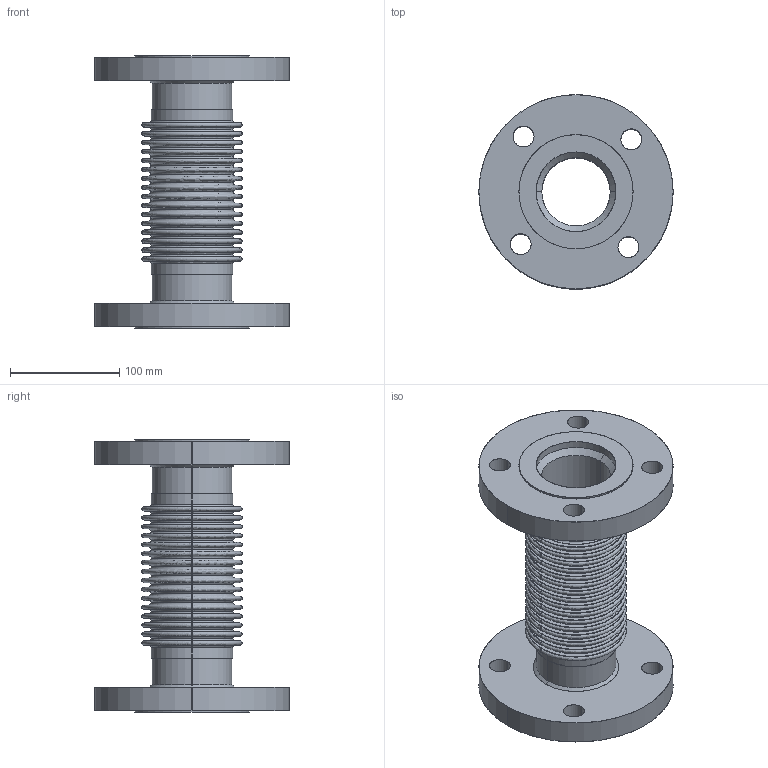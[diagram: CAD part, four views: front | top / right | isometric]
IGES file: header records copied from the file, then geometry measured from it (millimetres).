
Start section: SolidWorks IGES file using analytic representation for surfaces
Global section: file name: SJT-1100 65Ax250mm.IGS; native system: SolidWorks 2018; preprocessor: SolidWorks 2018; author: Wuthipan; date: 190130.112320; units: millimetre
Bounding box: 178 x 178 x 250 mm (x, y, z)
Surface area: 337947.8 mm2 (no closed solid volume)
Topology: 0 solids, 0 shells, 314 faces, 10944 edges, 10944 vertices
Faces by surface type: bspline 266, revolution 48
